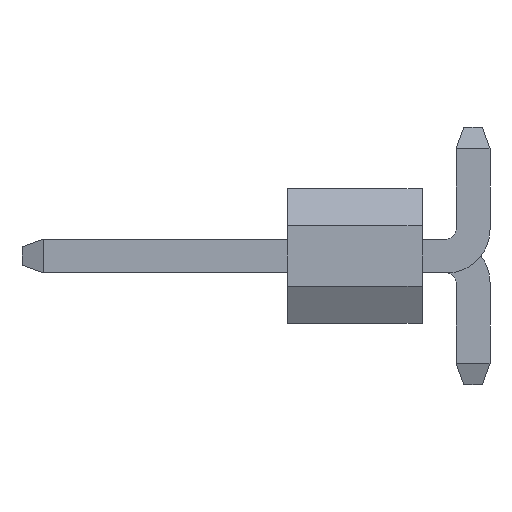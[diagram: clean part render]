
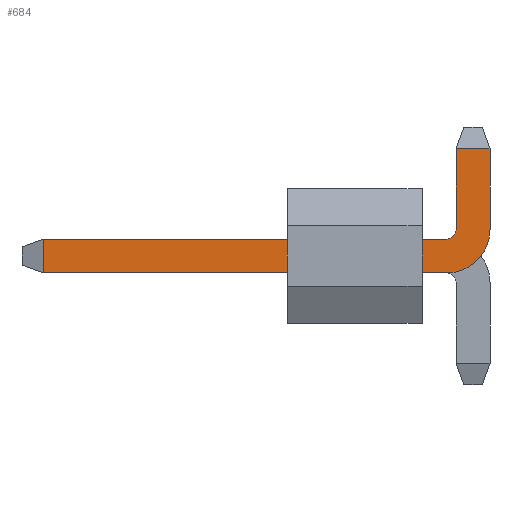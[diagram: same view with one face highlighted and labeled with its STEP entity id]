
A CAD part, left-side view. The second image highlights one B-rep face of the part: STEP entity #684.
In plain terms, the highlighted face is planar.
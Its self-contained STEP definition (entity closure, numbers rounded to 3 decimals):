
#2 = DIRECTION ( 'NONE',  ( 0., 1., 0. ) ) ;
#14 = EDGE_CURVE ( 'NONE', #687, #993, #1021, .T. ) ;
#15 = DIRECTION ( 'NONE',  ( -1., 0., 0. ) ) ;
#71 = CARTESIAN_POINT ( 'NONE',  ( 0.32, -5.04, 0.4 ) ) ;
#93 = CARTESIAN_POINT ( 'NONE',  ( 0.32, -5.04, 0.4 ) ) ;
#121 = VERTEX_POINT ( 'NONE', #862 ) ;
#149 = LINE ( 'NONE', #313, #426 ) ;
#157 = ORIENTED_EDGE ( 'NONE', *, *, #487, .T. ) ;
#172 = LINE ( 'NONE', #959, #1213 ) ;
#200 = VECTOR ( 'NONE', #501, 1000. ) ;
#202 = VECTOR ( 'NONE', #2, 1000. ) ;
#207 = EDGE_LOOP ( 'NONE', ( #157, #314, #584, #524, #714, #345, #945, #1154 ) ) ;
#214 = DIRECTION ( 'NONE',  ( 0., 0., -1. ) ) ;
#236 = DIRECTION ( 'NONE',  ( 0., 0., 1. ) ) ;
#245 = AXIS2_PLACEMENT_3D ( 'NONE', #322, #15, #596 ) ;
#280 = AXIS2_PLACEMENT_3D ( 'NONE', #537, #1255, #1259 ) ;
#313 = CARTESIAN_POINT ( 'NONE',  ( 0.32, -5.68, 1.924 ) ) ;
#314 = ORIENTED_EDGE ( 'NONE', *, *, #384, .T. ) ;
#322 = CARTESIAN_POINT ( 'NONE',  ( 0.32, -4.86, 1.924 ) ) ;
#345 = ORIENTED_EDGE ( 'NONE', *, *, #826, .T. ) ;
#360 = EDGE_CURVE ( 'NONE', #993, #1042, #694, .T. ) ;
#369 = CARTESIAN_POINT ( 'NONE',  ( 0.32, -4.86, 2.744 ) ) ;
#384 = EDGE_CURVE ( 'NONE', #731, #913, #904, .T. ) ;
#402 = VERTEX_POINT ( 'NONE', #891 ) ;
#413 = CARTESIAN_POINT ( 'NONE',  ( 0.32, -5.04, 1.924 ) ) ;
#423 = CARTESIAN_POINT ( 'NONE',  ( 0.32, -5.68, 1.924 ) ) ;
#426 = VECTOR ( 'NONE', #214, 1000. ) ;
#460 = DIRECTION ( 'NONE',  ( 0., 1., 0. ) ) ;
#487 = EDGE_CURVE ( 'NONE', #687, #731, #149, .T. ) ;
#501 = DIRECTION ( 'NONE',  ( 0., 0., -1. ) ) ;
#512 = EDGE_CURVE ( 'NONE', #1009, #402, #775, .T. ) ;
#518 = DIRECTION ( 'NONE',  ( -1., 0., 0. ) ) ;
#524 = ORIENTED_EDGE ( 'NONE', *, *, #512, .T. ) ;
#537 = CARTESIAN_POINT ( 'NONE',  ( 0.32, -5.04, 1.924 ) ) ;
#553 = VECTOR ( 'NONE', #1010, 1000. ) ;
#555 = EDGE_CURVE ( 'NONE', #1009, #913, #664, .T. ) ;
#584 = ORIENTED_EDGE ( 'NONE', *, *, #555, .F. ) ;
#596 = DIRECTION ( 'NONE',  ( 0., 0., 1. ) ) ;
#648 = CARTESIAN_POINT ( 'NONE',  ( 0.32, -5.68, 0.4 ) ) ;
#664 = LINE ( 'NONE', #413, #200 ) ;
#684 = ADVANCED_FACE ( 'NONE', ( #1001 ), #1155, .F. ) ;
#687 = VERTEX_POINT ( 'NONE', #423 ) ;
#694 = LINE ( 'NONE', #369, #202 ) ;
#711 = CARTESIAN_POINT ( 'NONE',  ( 0.32, -5.04, 1.924 ) ) ;
#714 = ORIENTED_EDGE ( 'NONE', *, *, #785, .T. ) ;
#721 = VECTOR ( 'NONE', #460, 1000. ) ;
#731 = VERTEX_POINT ( 'NONE', #648 ) ;
#744 = DIRECTION ( 'NONE',  ( 0., 0., 1. ) ) ;
#775 = CIRCLE ( 'NONE', #245, 0.18 ) ;
#785 = EDGE_CURVE ( 'NONE', #402, #121, #1087, .T. ) ;
#826 = EDGE_CURVE ( 'NONE', #121, #1042, #172, .T. ) ;
#862 = CARTESIAN_POINT ( 'NONE',  ( 0.32, 2.74, 2.104 ) ) ;
#891 = CARTESIAN_POINT ( 'NONE',  ( 0.32, -4.86, 2.104 ) ) ;
#904 = LINE ( 'NONE', #71, #553 ) ;
#913 = VERTEX_POINT ( 'NONE', #93 ) ;
#945 = ORIENTED_EDGE ( 'NONE', *, *, #360, .F. ) ;
#959 = CARTESIAN_POINT ( 'NONE',  ( 0.32, 2.74, 1.924 ) ) ;
#970 = AXIS2_PLACEMENT_3D ( 'NONE', #1145, #518, #236 ) ;
#993 = VERTEX_POINT ( 'NONE', #1102 ) ;
#1001 = FACE_OUTER_BOUND ( 'NONE', #207, .T. ) ;
#1009 = VERTEX_POINT ( 'NONE', #711 ) ;
#1010 = DIRECTION ( 'NONE',  ( 0., 1., 0. ) ) ;
#1021 = CIRCLE ( 'NONE', #970, 0.82 ) ;
#1042 = VERTEX_POINT ( 'NONE', #1236 ) ;
#1076 = CARTESIAN_POINT ( 'NONE',  ( 0.32, -4.86, 2.104 ) ) ;
#1087 = LINE ( 'NONE', #1076, #721 ) ;
#1102 = CARTESIAN_POINT ( 'NONE',  ( 0.32, -4.86, 2.744 ) ) ;
#1145 = CARTESIAN_POINT ( 'NONE',  ( 0.32, -4.86, 1.924 ) ) ;
#1154 = ORIENTED_EDGE ( 'NONE', *, *, #14, .F. ) ;
#1155 = PLANE ( 'NONE',  #280 ) ;
#1213 = VECTOR ( 'NONE', #744, 1000. ) ;
#1236 = CARTESIAN_POINT ( 'NONE',  ( 0.32, 2.74, 2.744 ) ) ;
#1255 = DIRECTION ( 'NONE',  ( -1., 0., 0. ) ) ;
#1259 = DIRECTION ( 'NONE',  ( 0., -1., 0. ) ) ;
